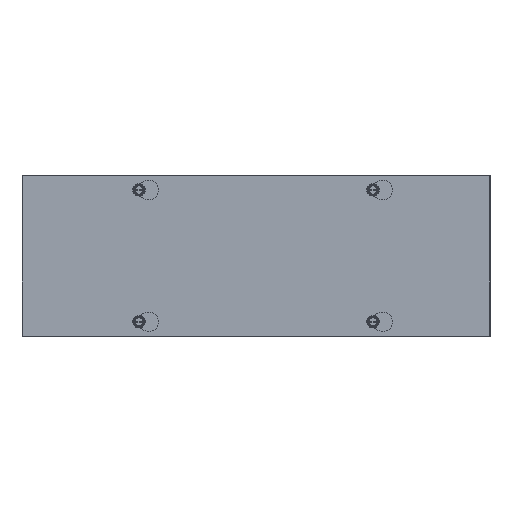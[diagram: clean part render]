
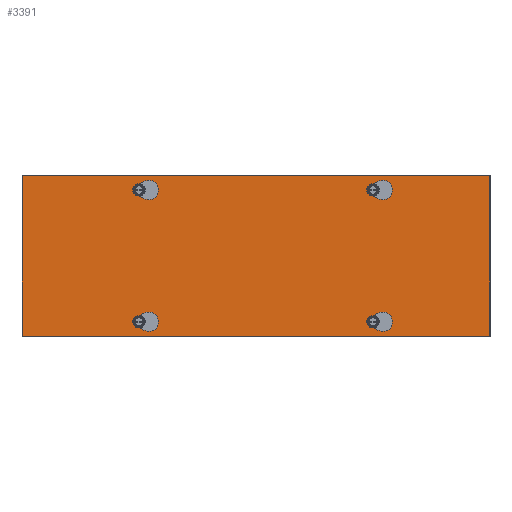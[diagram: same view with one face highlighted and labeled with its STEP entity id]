
A CAD part, top view. The second image highlights one B-rep face of the part: STEP entity #3391.
In plain terms, the highlighted planar face has unit normal (0, 0, 1).
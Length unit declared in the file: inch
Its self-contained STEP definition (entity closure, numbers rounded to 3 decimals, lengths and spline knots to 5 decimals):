
#285=LINE('',#5548,#533);
#290=LINE('',#5561,#538);
#293=LINE('',#5572,#541);
#297=LINE('',#5584,#545);
#301=LINE('',#5596,#549);
#306=LINE('',#5609,#554);
#309=LINE('',#5620,#557);
#313=LINE('',#5632,#561);
#315=LINE('',#5640,#563);
#319=LINE('',#5648,#567);
#322=LINE('',#5654,#570);
#325=LINE('',#5659,#573);
#533=VECTOR('',#4351,0.21651);
#538=VECTOR('',#4364,0.21651);
#541=VECTOR('',#4375,0.21651);
#545=VECTOR('',#4387,0.21651);
#549=VECTOR('',#4399,0.21651);
#554=VECTOR('',#4412,0.21651);
#557=VECTOR('',#4423,0.21651);
#561=VECTOR('',#4435,0.21651);
#563=VECTOR('',#4445,4.125);
#567=VECTOR('',#4451,12.);
#570=VECTOR('',#4456,4.125);
#573=VECTOR('',#4461,12.);
#694=PLANE('',#3687);
#804=FACE_BOUND('',#1214,.T.);
#805=FACE_BOUND('',#1215,.T.);
#806=FACE_BOUND('',#1216,.T.);
#807=FACE_BOUND('',#1217,.T.);
#966=FACE_OUTER_BOUND('',#1213,.T.);
#1213=EDGE_LOOP('',(#2830,#2831,#2832,#2833));
#1214=EDGE_LOOP('',(#2834,#2835,#2836,#2837));
#1215=EDGE_LOOP('',(#2838,#2839,#2840,#2841));
#1216=EDGE_LOOP('',(#2842,#2843,#2844,#2845));
#1217=EDGE_LOOP('',(#2846,#2847,#2848,#2849));
#1413=CIRCLE('',#3653,0.25);
#1415=CIRCLE('',#3657,0.125);
#1417=CIRCLE('',#3661,0.25);
#1419=CIRCLE('',#3665,0.125);
#1421=CIRCLE('',#3669,0.25);
#1423=CIRCLE('',#3673,0.125);
#1425=CIRCLE('',#3677,0.25);
#1427=CIRCLE('',#3681,0.125);
#1654=VERTEX_POINT('',#5545);
#1655=VERTEX_POINT('',#5547);
#1657=VERTEX_POINT('',#5553);
#1659=VERTEX_POINT('',#5559);
#1662=VERTEX_POINT('',#5569);
#1663=VERTEX_POINT('',#5571);
#1665=VERTEX_POINT('',#5577);
#1667=VERTEX_POINT('',#5583);
#1670=VERTEX_POINT('',#5593);
#1671=VERTEX_POINT('',#5595);
#1673=VERTEX_POINT('',#5601);
#1675=VERTEX_POINT('',#5607);
#1678=VERTEX_POINT('',#5617);
#1679=VERTEX_POINT('',#5619);
#1681=VERTEX_POINT('',#5625);
#1683=VERTEX_POINT('',#5631);
#1684=VERTEX_POINT('',#5638);
#1685=VERTEX_POINT('',#5639);
#1688=VERTEX_POINT('',#5647);
#1690=VERTEX_POINT('',#5653);
#2040=EDGE_CURVE('',#1655,#1654,#285,.T.);
#2044=EDGE_CURVE('',#1654,#1657,#1413,.T.);
#2047=EDGE_CURVE('',#1657,#1659,#290,.T.);
#2049=EDGE_CURVE('',#1659,#1655,#1415,.T.);
#2052=EDGE_CURVE('',#1663,#1662,#293,.T.);
#2055=EDGE_CURVE('',#1665,#1663,#1417,.T.);
#2058=EDGE_CURVE('',#1667,#1665,#297,.T.);
#2061=EDGE_CURVE('',#1662,#1667,#1419,.T.);
#2064=EDGE_CURVE('',#1671,#1670,#301,.T.);
#2068=EDGE_CURVE('',#1670,#1673,#1421,.T.);
#2071=EDGE_CURVE('',#1673,#1675,#306,.T.);
#2073=EDGE_CURVE('',#1675,#1671,#1423,.T.);
#2076=EDGE_CURVE('',#1679,#1678,#309,.T.);
#2079=EDGE_CURVE('',#1681,#1679,#1425,.T.);
#2082=EDGE_CURVE('',#1683,#1681,#313,.T.);
#2085=EDGE_CURVE('',#1678,#1683,#1427,.T.);
#2086=EDGE_CURVE('',#1684,#1685,#315,.T.);
#2090=EDGE_CURVE('',#1685,#1688,#319,.T.);
#2093=EDGE_CURVE('',#1688,#1690,#322,.T.);
#2096=EDGE_CURVE('',#1690,#1684,#325,.T.);
#2830=ORIENTED_EDGE('',*,*,#2086,.F.);
#2831=ORIENTED_EDGE('',*,*,#2096,.F.);
#2832=ORIENTED_EDGE('',*,*,#2093,.F.);
#2833=ORIENTED_EDGE('',*,*,#2090,.F.);
#2834=ORIENTED_EDGE('',*,*,#2040,.T.);
#2835=ORIENTED_EDGE('',*,*,#2044,.T.);
#2836=ORIENTED_EDGE('',*,*,#2047,.T.);
#2837=ORIENTED_EDGE('',*,*,#2049,.T.);
#2838=ORIENTED_EDGE('',*,*,#2052,.T.);
#2839=ORIENTED_EDGE('',*,*,#2061,.T.);
#2840=ORIENTED_EDGE('',*,*,#2058,.T.);
#2841=ORIENTED_EDGE('',*,*,#2055,.T.);
#2842=ORIENTED_EDGE('',*,*,#2064,.T.);
#2843=ORIENTED_EDGE('',*,*,#2068,.T.);
#2844=ORIENTED_EDGE('',*,*,#2071,.T.);
#2845=ORIENTED_EDGE('',*,*,#2073,.T.);
#2846=ORIENTED_EDGE('',*,*,#2076,.T.);
#2847=ORIENTED_EDGE('',*,*,#2085,.T.);
#2848=ORIENTED_EDGE('',*,*,#2082,.T.);
#2849=ORIENTED_EDGE('',*,*,#2079,.T.);
#3391=ADVANCED_FACE('',(#966,#804,#805,#806,#807),#694,.T.);
#3653=AXIS2_PLACEMENT_3D('',#5555,#4358,#4359);
#3657=AXIS2_PLACEMENT_3D('',#5564,#4369,#4370);
#3661=AXIS2_PLACEMENT_3D('',#5578,#4381,#4382);
#3665=AXIS2_PLACEMENT_3D('',#5588,#4393,#4394);
#3669=AXIS2_PLACEMENT_3D('',#5603,#4406,#4407);
#3673=AXIS2_PLACEMENT_3D('',#5612,#4417,#4418);
#3677=AXIS2_PLACEMENT_3D('',#5626,#4429,#4430);
#3681=AXIS2_PLACEMENT_3D('',#5636,#4441,#4442);
#3687=AXIS2_PLACEMENT_3D('',#5662,#4465,#4466);
#4351=DIRECTION('',(-0.866,-0.5,0.));
#4358=DIRECTION('center_axis',(0.,0.,-1.));
#4359=DIRECTION('ref_axis',(0.5,-0.866,0.));
#4364=DIRECTION('',(0.866,-0.5,0.));
#4369=DIRECTION('center_axis',(0.,0.,-1.));
#4370=DIRECTION('ref_axis',(0.5,0.866,0.));
#4375=DIRECTION('',(0.866,-0.5,0.));
#4381=DIRECTION('center_axis',(0.,0.,-1.));
#4382=DIRECTION('ref_axis',(0.5,0.866,0.));
#4387=DIRECTION('',(-0.866,-0.5,0.));
#4393=DIRECTION('center_axis',(0.,0.,-1.));
#4394=DIRECTION('ref_axis',(0.5,-0.866,0.));
#4399=DIRECTION('',(-0.866,-0.5,0.));
#4406=DIRECTION('center_axis',(0.,0.,-1.));
#4407=DIRECTION('ref_axis',(0.5,-0.866,0.));
#4412=DIRECTION('',(0.866,-0.5,0.));
#4417=DIRECTION('center_axis',(0.,0.,-1.));
#4418=DIRECTION('ref_axis',(0.5,0.866,0.));
#4423=DIRECTION('',(0.866,-0.5,0.));
#4429=DIRECTION('center_axis',(0.,0.,-1.));
#4430=DIRECTION('ref_axis',(0.5,0.866,0.));
#4435=DIRECTION('',(-0.866,-0.5,0.));
#4441=DIRECTION('center_axis',(0.,0.,-1.));
#4442=DIRECTION('ref_axis',(0.5,-0.866,0.));
#4445=DIRECTION('',(0.,1.,0.));
#4451=DIRECTION('',(1.,0.,0.));
#4456=DIRECTION('',(0.,-1.,0.));
#4461=DIRECTION('',(-1.,0.,0.));
#4465=DIRECTION('center_axis',(0.,0.,1.));
#4466=DIRECTION('ref_axis',(1.,0.,0.));
#5545=CARTESIAN_POINT('',(8.875,3.53549,0.0625));
#5547=CARTESIAN_POINT('',(9.0625,3.64375,0.0625));
#5548=CARTESIAN_POINT('',(7.57171,2.78304,0.0625));
#5553=CARTESIAN_POINT('',(8.875,3.96851,0.0625));
#5555=CARTESIAN_POINT('Origin',(8.75,3.752,0.0625));
#5559=CARTESIAN_POINT('',(9.0625,3.86025,0.0625));
#5561=CARTESIAN_POINT('',(8.20954,4.35271,0.0625));
#5564=CARTESIAN_POINT('Origin',(9.,3.752,0.0625));
#5569=CARTESIAN_POINT('',(9.0625,0.48125,0.0625));
#5571=CARTESIAN_POINT('',(8.875,0.58951,0.0625));
#5572=CARTESIAN_POINT('',(7.57171,1.34196,0.0625));
#5577=CARTESIAN_POINT('',(8.875,0.15649,0.0625));
#5578=CARTESIAN_POINT('Origin',(8.75,0.373,0.0625));
#5583=CARTESIAN_POINT('',(9.0625,0.26475,0.0625));
#5584=CARTESIAN_POINT('',(8.20954,-0.22771,0.0625));
#5588=CARTESIAN_POINT('Origin',(9.,0.373,0.0625));
#5593=CARTESIAN_POINT('',(2.875,3.53549,0.0625));
#5595=CARTESIAN_POINT('',(3.0625,3.64375,0.0625));
#5596=CARTESIAN_POINT('',(3.82171,4.08208,0.0625));
#5601=CARTESIAN_POINT('',(2.875,3.96851,0.0625));
#5603=CARTESIAN_POINT('Origin',(2.75,3.752,0.0625));
#5607=CARTESIAN_POINT('',(3.0625,3.86025,0.0625));
#5609=CARTESIAN_POINT('',(4.45954,3.05367,0.0625));
#5612=CARTESIAN_POINT('Origin',(3.,3.752,0.0625));
#5617=CARTESIAN_POINT('',(3.0625,0.48125,0.0625));
#5619=CARTESIAN_POINT('',(2.875,0.58951,0.0625));
#5620=CARTESIAN_POINT('',(3.82171,0.04292,0.0625));
#5625=CARTESIAN_POINT('',(2.875,0.15649,0.0625));
#5626=CARTESIAN_POINT('Origin',(2.75,0.373,0.0625));
#5631=CARTESIAN_POINT('',(3.0625,0.26475,0.0625));
#5632=CARTESIAN_POINT('',(4.45954,1.07133,0.0625));
#5636=CARTESIAN_POINT('Origin',(3.,0.373,0.0625));
#5638=CARTESIAN_POINT('',(0.,0.,0.0625));
#5639=CARTESIAN_POINT('',(0.,4.125,0.0625));
#5640=CARTESIAN_POINT('',(0.,4.125,0.0625));
#5647=CARTESIAN_POINT('',(12.,4.125,0.0625));
#5648=CARTESIAN_POINT('',(12.,4.125,0.0625));
#5653=CARTESIAN_POINT('',(12.,0.,0.0625));
#5654=CARTESIAN_POINT('',(12.,0.,0.0625));
#5659=CARTESIAN_POINT('',(0.,0.,0.0625));
#5662=CARTESIAN_POINT('Origin',(6.,2.0625,0.0625));
